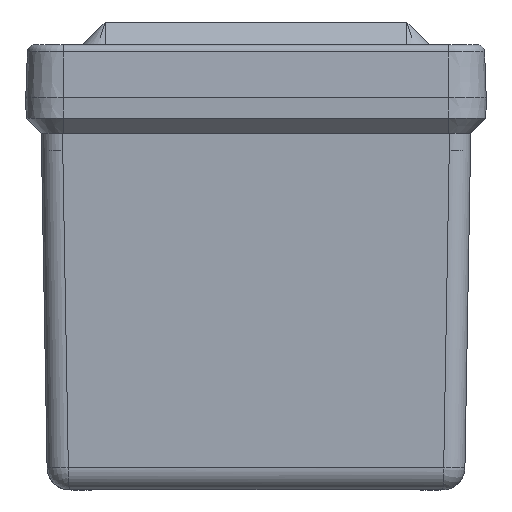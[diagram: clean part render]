
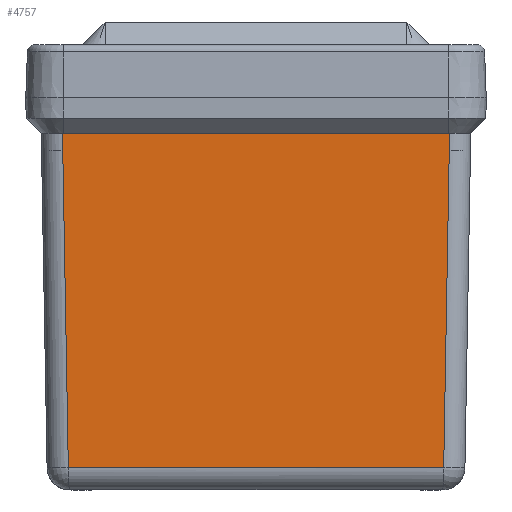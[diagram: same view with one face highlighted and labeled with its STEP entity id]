
A CAD part, front view. The second image highlights one B-rep face of the part: STEP entity #4757.
In plain terms, the highlighted face is planar.
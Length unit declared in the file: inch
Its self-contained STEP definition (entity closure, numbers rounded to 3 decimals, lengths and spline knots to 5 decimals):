
#273=LINE($,#8230,#629);
#274=LINE($,#8233,#630);
#275=LINE($,#8235,#631);
#276=LINE($,#8237,#632);
#277=LINE($,#8239,#633);
#278=LINE($,#8240,#634);
#629=VECTOR($,#6116,3.10809);
#630=VECTOR($,#6119,2.76912);
#631=VECTOR($,#6120,0.00862);
#632=VECTOR($,#6121,3.1875);
#633=VECTOR($,#6122,0.00862);
#634=VECTOR($,#6123,2.76912);
#1176=FACE_OUTER_BOUND($,#1482,.T.);
#1482=EDGE_LOOP($,(#3590,#3591,#3592,#3593,#3594,#3595));
#2146=VERTEX_POINT($,#7885);
#2148=VERTEX_POINT($,#8111);
#2150=VERTEX_POINT($,#8232);
#2151=VERTEX_POINT($,#8234);
#2152=VERTEX_POINT($,#8236);
#2153=VERTEX_POINT($,#8238);
#2689=EDGE_CURVE($,#2148,#2146,#273,.T.);
#2690=EDGE_CURVE($,#2150,#2148,#274,.T.);
#2691=EDGE_CURVE($,#2150,#2151,#275,.T.);
#2692=EDGE_CURVE($,#2152,#2151,#276,.T.);
#2693=EDGE_CURVE($,#2152,#2153,#277,.T.);
#2694=EDGE_CURVE($,#2146,#2153,#278,.T.);
#3590=ORIENTED_EDGE($,*,*,#2689,.F.);
#3591=ORIENTED_EDGE($,*,*,#2690,.F.);
#3592=ORIENTED_EDGE($,*,*,#2691,.T.);
#3593=ORIENTED_EDGE($,*,*,#2692,.F.);
#3594=ORIENTED_EDGE($,*,*,#2693,.T.);
#3595=ORIENTED_EDGE($,*,*,#2694,.F.);
#4569=PLANE($,#5165);
#4757=ADVANCED_FACE($,(#1176),#4569,.T.);
#5165=AXIS2_PLACEMENT_3D($,#8231,#6117,#6118);
#6116=DIRECTION($,(-1.,0.,0.));
#6117=DIRECTION('center_axis',(0.,-0.017,1.));
#6118=DIRECTION('ref_axis',(-1.,0.,0.));
#6119=DIRECTION($,(-0.017,-1.,-0.017));
#6120=DIRECTION($,(-1.,0.,0.));
#6121=DIRECTION($,(1.,0.,0.));
#6122=DIRECTION($,(-1.,0.,0.));
#6123=DIRECTION($,(-0.017,1.,0.017));
#7885=CARTESIAN_POINT('',(-1.55405,0.18423,5.38617));
#8111=CARTESIAN_POINT('',(1.55405,0.18423,5.38617));
#8230=CARTESIAN_POINT($,(1.55405,0.18423,5.38617));
#8231=CARTESIAN_POINT('Origin',(1.59375,2.9525,5.43449));
#8232=CARTESIAN_POINT('',(1.60237,2.9525,5.43449));
#8233=CARTESIAN_POINT($,(1.60237,2.9525,5.43449));
#8234=CARTESIAN_POINT('',(1.59375,2.9525,5.43449));
#8235=CARTESIAN_POINT($,(1.60237,2.9525,5.43449));
#8236=CARTESIAN_POINT('',(-1.59375,2.9525,5.43449));
#8237=CARTESIAN_POINT($,(-1.59375,2.9525,5.43449));
#8238=CARTESIAN_POINT('',(-1.60237,2.9525,5.43449));
#8239=CARTESIAN_POINT($,(-1.59375,2.9525,5.43449));
#8240=CARTESIAN_POINT($,(-1.55405,0.18423,5.38617));
